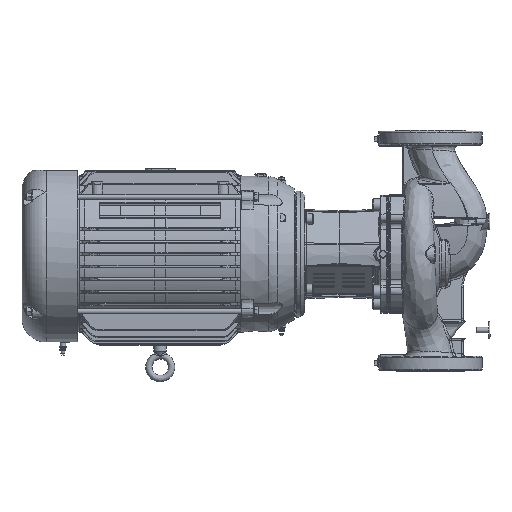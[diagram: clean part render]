
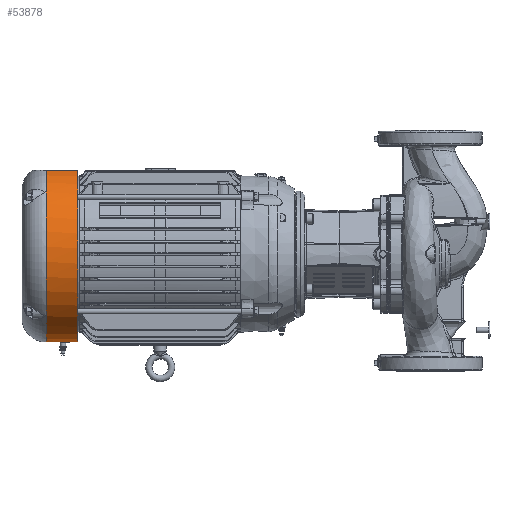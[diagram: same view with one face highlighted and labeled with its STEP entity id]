
A CAD part, left-side view. The second image highlights one B-rep face of the part: STEP entity #53878.
In plain terms, the highlighted cylindrical face has radius 162.306 mm (diameter 324.612 mm), a partial arc.
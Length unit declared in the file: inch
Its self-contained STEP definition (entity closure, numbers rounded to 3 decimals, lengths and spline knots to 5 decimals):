
#1338=FACE_BOUND('',#15953,.T.);
#3075=CIRCLE('',#58232,6.39);
#3076=CIRCLE('',#58233,6.39);
#3077=CIRCLE('',#58234,6.39);
#3078=CIRCLE('',#58235,6.39);
#3079=CIRCLE('',#58236,6.39);
#3080=CIRCLE('',#58237,6.39);
#3081=CIRCLE('',#58238,6.39);
#6724=LINE('',#166941,#9584);
#6725=LINE('',#166979,#9585);
#9584=VECTOR('',#68865,39.37008);
#9585=VECTOR('',#68866,39.37008);
#10761=CYLINDRICAL_SURFACE('',#58231,6.39);
#13035=FACE_OUTER_BOUND('',#15952,.T.);
#15952=EDGE_LOOP('',(#44782,#44783,#44784,#44785,#44786,#44787,#44788,#44789,
#44790));
#15953=EDGE_LOOP('',(#44791,#44792));
#18565=B_SPLINE_CURVE_WITH_KNOTS('',3,(#167052,#167053,#167054,#167055,
#167056,#167057,#167058,#167059,#167060,#167061,#167062,#167063,#167064,
#167065,#167066,#167067,#167068,#167069),.UNSPECIFIED.,.F.,.F.,(4,2,2,2,
2,2,2,2,4),(-3.1002,-2.90644,-2.71268,-2.51892,
-2.32515,-2.13139,-1.93763,-1.74386,
-1.5501),.UNSPECIFIED.);
#18566=B_SPLINE_CURVE_WITH_KNOTS('',3,(#167070,#167071,#167072,#167073,
#167074,#167075,#167076,#167077,#167078,#167079,#167080,#167081,#167082,
#167083,#167084,#167085,#167086,#167087),.UNSPECIFIED.,.F.,.F.,(4,2,2,2,
2,2,2,2,4),(-1.5501,-1.35634,-1.16258,-0.96881,
-0.77505,-0.58129,-0.38753,-0.19376,
0.),.UNSPECIFIED.);
#23839=VERTEX_POINT('',#166939);
#23840=VERTEX_POINT('',#166940);
#23841=VERTEX_POINT('',#166942);
#23842=VERTEX_POINT('',#166978);
#23844=VERTEX_POINT('',#166983);
#23847=VERTEX_POINT('',#167004);
#23850=VERTEX_POINT('',#167025);
#23854=VERTEX_POINT('',#167049);
#23855=VERTEX_POINT('',#167051);
#23856=VERTEX_POINT('',#167093);
#23857=VERTEX_POINT('',#167095);
#31521=EDGE_CURVE('',#23839,#23840,#6724,.T.);
#31523=EDGE_CURVE('',#23841,#23842,#6725,.T.);
#31537=EDGE_CURVE('',#23855,#23854,#18565,.T.);
#31538=EDGE_CURVE('',#23854,#23855,#18566,.T.);
#31539=EDGE_CURVE('',#23842,#23839,#3075,.T.);
#31540=EDGE_CURVE('',#23841,#23850,#3076,.T.);
#31541=EDGE_CURVE('',#23850,#23847,#3077,.T.);
#31542=EDGE_CURVE('',#23847,#23844,#3078,.T.);
#31543=EDGE_CURVE('',#23844,#23856,#3079,.T.);
#31544=EDGE_CURVE('',#23856,#23857,#3080,.T.);
#31545=EDGE_CURVE('',#23857,#23840,#3081,.T.);
#44782=ORIENTED_EDGE('',*,*,#31521,.F.);
#44783=ORIENTED_EDGE('',*,*,#31539,.F.);
#44784=ORIENTED_EDGE('',*,*,#31523,.F.);
#44785=ORIENTED_EDGE('',*,*,#31540,.T.);
#44786=ORIENTED_EDGE('',*,*,#31541,.T.);
#44787=ORIENTED_EDGE('',*,*,#31542,.T.);
#44788=ORIENTED_EDGE('',*,*,#31543,.T.);
#44789=ORIENTED_EDGE('',*,*,#31544,.T.);
#44790=ORIENTED_EDGE('',*,*,#31545,.T.);
#44791=ORIENTED_EDGE('',*,*,#31537,.T.);
#44792=ORIENTED_EDGE('',*,*,#31538,.T.);
#53878=ADVANCED_FACE('',(#13035,#1338),#10761,.T.);
#58231=AXIS2_PLACEMENT_3D('',#167088,#68887,#68888);
#58232=AXIS2_PLACEMENT_3D('',#167089,#68889,#68890);
#58233=AXIS2_PLACEMENT_3D('',#167090,#68891,#68892);
#58234=AXIS2_PLACEMENT_3D('',#167091,#68893,#68894);
#58235=AXIS2_PLACEMENT_3D('',#167092,#68895,#68896);
#58236=AXIS2_PLACEMENT_3D('',#167094,#68897,#68898);
#58237=AXIS2_PLACEMENT_3D('',#167096,#68899,#68900);
#58238=AXIS2_PLACEMENT_3D('',#167097,#68901,#68902);
#68865=DIRECTION('',(0.,1.,0.));
#68866=DIRECTION('',(0.,-1.,0.));
#68887=DIRECTION('center_axis',(0.,-1.,0.));
#68888=DIRECTION('ref_axis',(0.,0.,
-1.));
#68889=DIRECTION('center_axis',(0.,-1.,0.));
#68890=DIRECTION('ref_axis',(-1.,0.,0.));
#68891=DIRECTION('center_axis',(0.,-1.,0.));
#68892=DIRECTION('ref_axis',(-1.,0.,0.));
#68893=DIRECTION('center_axis',(0.,-1.,0.));
#68894=DIRECTION('ref_axis',(-1.,0.,0.));
#68895=DIRECTION('center_axis',(0.,-1.,0.));
#68896=DIRECTION('ref_axis',(-1.,0.,0.));
#68897=DIRECTION('center_axis',(0.,-1.,0.));
#68898=DIRECTION('ref_axis',(-1.,0.,0.));
#68899=DIRECTION('center_axis',(0.,-1.,0.));
#68900=DIRECTION('ref_axis',(-1.,0.,0.));
#68901=DIRECTION('center_axis',(0.,-1.,0.));
#68902=DIRECTION('ref_axis',(-1.,0.,0.));
#166939=CARTESIAN_POINT('',(1.90318,22.56093,6.1));
#166940=CARTESIAN_POINT('',(1.90318,24.86093,6.1));
#166941=CARTESIAN_POINT('',(1.90318,44.68458,6.1));
#166942=CARTESIAN_POINT('',(-1.90318,24.86093,6.1));
#166978=CARTESIAN_POINT('',(-1.90318,22.56093,6.1));
#166979=CARTESIAN_POINT('',(-1.90318,44.68458,6.1));
#166983=CARTESIAN_POINT('',(4.51841,24.86093,-4.51841));
#167004=CARTESIAN_POINT('',(-4.51841,24.86093,-4.51841));
#167025=CARTESIAN_POINT('',(-4.51841,24.86093,4.51841));
#167049=CARTESIAN_POINT('',(-0.2025,23.6388,-6.38679));
#167051=CARTESIAN_POINT('',(0.2025,23.6388,-6.38679));
#167052=CARTESIAN_POINT('Ctrl Pts',(0.2025,23.6388,-6.38679));
#167053=CARTESIAN_POINT('Ctrl Pts',(0.2025,23.66423,-6.38679));
#167054=CARTESIAN_POINT('Ctrl Pts',(0.19742,23.69135,
-6.38696));
#167055=CARTESIAN_POINT('Ctrl Pts',(0.17675,23.74124,-6.38756));
#167056=CARTESIAN_POINT('Ctrl Pts',(0.16117,23.76401,
-6.38799));
#167057=CARTESIAN_POINT('Ctrl Pts',(0.12521,23.79997,
-6.3888));
#167058=CARTESIAN_POINT('Ctrl Pts',(0.10244,23.81555,
-6.38923));
#167059=CARTESIAN_POINT('Ctrl Pts',(0.05255,23.83622,
-6.38983));
#167060=CARTESIAN_POINT('Ctrl Pts',(0.02543,23.8413,
-6.39));
#167061=CARTESIAN_POINT('Ctrl Pts',(-0.02543,23.8413,
-6.39));
#167062=CARTESIAN_POINT('Ctrl Pts',(-0.05255,23.83622,
-6.38983));
#167063=CARTESIAN_POINT('Ctrl Pts',(-0.10244,23.81555,
-6.38923));
#167064=CARTESIAN_POINT('Ctrl Pts',(-0.12521,23.79997,
-6.3888));
#167065=CARTESIAN_POINT('Ctrl Pts',(-0.16117,23.76401,
-6.38799));
#167066=CARTESIAN_POINT('Ctrl Pts',(-0.17675,23.74124,
-6.38756));
#167067=CARTESIAN_POINT('Ctrl Pts',(-0.19742,23.69135,
-6.38696));
#167068=CARTESIAN_POINT('Ctrl Pts',(-0.2025,23.66423,-6.38679));
#167069=CARTESIAN_POINT('Ctrl Pts',(-0.2025,23.6388,-6.38679));
#167070=CARTESIAN_POINT('Ctrl Pts',(-0.2025,23.6388,-6.38679));
#167071=CARTESIAN_POINT('Ctrl Pts',(-0.2025,23.61337,-6.38679));
#167072=CARTESIAN_POINT('Ctrl Pts',(-0.19742,23.58625,
-6.38696));
#167073=CARTESIAN_POINT('Ctrl Pts',(-0.17675,23.53636,
-6.38756));
#167074=CARTESIAN_POINT('Ctrl Pts',(-0.16117,23.51359,
-6.38799));
#167075=CARTESIAN_POINT('Ctrl Pts',(-0.12521,23.47764,
-6.3888));
#167076=CARTESIAN_POINT('Ctrl Pts',(-0.10244,23.46205,
-6.38923));
#167077=CARTESIAN_POINT('Ctrl Pts',(-0.05255,23.44139,
-6.38983));
#167078=CARTESIAN_POINT('Ctrl Pts',(-0.02543,23.4363,
-6.39));
#167079=CARTESIAN_POINT('Ctrl Pts',(0.02543,23.4363,
-6.39));
#167080=CARTESIAN_POINT('Ctrl Pts',(0.05255,23.44139,
-6.38983));
#167081=CARTESIAN_POINT('Ctrl Pts',(0.10244,23.46205,
-6.38923));
#167082=CARTESIAN_POINT('Ctrl Pts',(0.12521,23.47764,-6.3888));
#167083=CARTESIAN_POINT('Ctrl Pts',(0.16117,23.51359,
-6.38799));
#167084=CARTESIAN_POINT('Ctrl Pts',(0.17675,23.53636,
-6.38756));
#167085=CARTESIAN_POINT('Ctrl Pts',(0.19742,23.58625,
-6.38696));
#167086=CARTESIAN_POINT('Ctrl Pts',(0.2025,23.61337,-6.38679));
#167087=CARTESIAN_POINT('Ctrl Pts',(0.2025,23.6388,-6.38679));
#167088=CARTESIAN_POINT('Origin',(0.,44.68458,
0.));
#167089=CARTESIAN_POINT('Origin',(0.,22.56093,
0.));
#167090=CARTESIAN_POINT('Origin',(0.,24.86093,
0.));
#167091=CARTESIAN_POINT('Origin',(0.,24.86093,
0.));
#167092=CARTESIAN_POINT('Origin',(0.,24.86093,
0.));
#167093=CARTESIAN_POINT('',(6.39,24.86093,0.));
#167094=CARTESIAN_POINT('Origin',(0.,24.86093,
0.));
#167095=CARTESIAN_POINT('',(4.51841,24.86093,4.51841));
#167096=CARTESIAN_POINT('Origin',(0.,24.86093,
0.));
#167097=CARTESIAN_POINT('Origin',(0.,24.86093,
0.));
